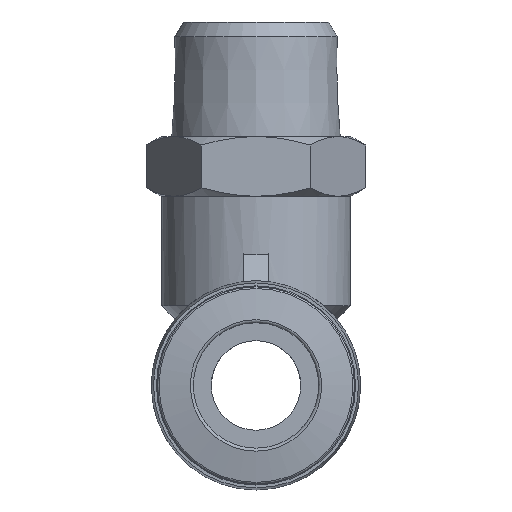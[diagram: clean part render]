
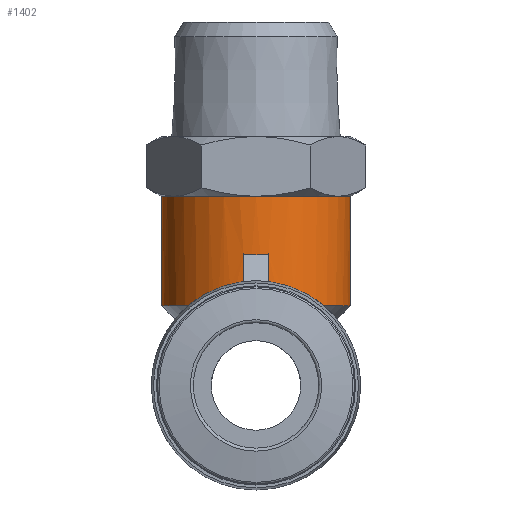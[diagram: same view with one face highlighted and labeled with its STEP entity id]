
A CAD part, left-side view. The second image highlights one B-rep face of the part: STEP entity #1402.
In plain terms, the highlighted cylindrical face has radius 9.5 mm (diameter 19 mm), a full revolution.
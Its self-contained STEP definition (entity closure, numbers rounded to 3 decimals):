
#53=LINE('',#1908,#71);
#55=LINE('',#1918,#73);
#58=LINE('',#1930,#76);
#62=LINE('',#1944,#80);
#71=VECTOR('',#1615,1000.);
#73=VECTOR('',#1619,1000.);
#76=VECTOR('',#1624,1000.);
#80=VECTOR('',#1630,1000.);
#99=B_SPLINE_CURVE_WITH_KNOTS('',3,(#2006,#2007,#2008,#2009,#2010),
 .UNSPECIFIED.,.F.,.F.,(4,1,4),(0.,0.003,
0.005),.UNSPECIFIED.);
#100=B_SPLINE_CURVE_WITH_KNOTS('',3,(#2011,#2012,#2013,#2014,#2015),
 .UNSPECIFIED.,.F.,.F.,(4,1,4),(0.007,0.009,
0.012),.UNSPECIFIED.);
#101=B_SPLINE_CURVE_WITH_KNOTS('',3,(#2017,#2018,#2019,#2020,#2021),
 .UNSPECIFIED.,.F.,.F.,(4,1,4),(0.,0.003,
0.005),.UNSPECIFIED.);
#102=B_SPLINE_CURVE_WITH_KNOTS('',3,(#2022,#2023,#2024,#2025,#2026),
 .UNSPECIFIED.,.F.,.F.,(4,1,4),(0.007,0.009,
0.012),.UNSPECIFIED.);
#156=ELLIPSE('',#1489,13.435,9.5);
#157=ELLIPSE('',#1490,13.435,9.5);
#197=ORIENTED_EDGE('',*,*,#441,.F.);
#198=ORIENTED_EDGE('',*,*,#442,.F.);
#199=ORIENTED_EDGE('',*,*,#435,.T.);
#200=ORIENTED_EDGE('',*,*,#443,.F.);
#201=ORIENTED_EDGE('',*,*,#424,.T.);
#202=ORIENTED_EDGE('',*,*,#444,.T.);
#203=ORIENTED_EDGE('',*,*,#415,.F.);
#204=ORIENTED_EDGE('',*,*,#445,.F.);
#205=ORIENTED_EDGE('',*,*,#437,.T.);
#206=ORIENTED_EDGE('',*,*,#446,.F.);
#207=ORIENTED_EDGE('',*,*,#412,.F.);
#208=ORIENTED_EDGE('',*,*,#447,.T.);
#209=ORIENTED_EDGE('',*,*,#419,.T.);
#412=EDGE_CURVE('',#535,#532,#53,.F.);
#415=EDGE_CURVE('',#538,#539,#55,.T.);
#419=EDGE_CURVE('',#543,#542,#58,.F.);
#424=EDGE_CURVE('',#545,#547,#62,.T.);
#435=EDGE_CURVE('',#555,#557,#623,.T.);
#437=EDGE_CURVE('',#560,#558,#624,.T.);
#441=EDGE_CURVE('',#562,#562,#625,.T.);
#442=EDGE_CURVE('',#555,#542,#99,.T.);
#443=EDGE_CURVE('',#545,#557,#100,.T.);
#444=EDGE_CURVE('',#547,#539,#156,.F.);
#445=EDGE_CURVE('',#560,#538,#101,.T.);
#446=EDGE_CURVE('',#532,#558,#102,.T.);
#447=EDGE_CURVE('',#535,#543,#157,.F.);
#532=VERTEX_POINT('',#1902);
#535=VERTEX_POINT('',#1907);
#538=VERTEX_POINT('',#1917);
#539=VERTEX_POINT('',#1919);
#542=VERTEX_POINT('',#1929);
#543=VERTEX_POINT('',#1931);
#545=VERTEX_POINT('',#1939);
#547=VERTEX_POINT('',#1943);
#555=VERTEX_POINT('',#1965);
#557=VERTEX_POINT('',#1979);
#558=VERTEX_POINT('',#1986);
#560=VERTEX_POINT('',#1989);
#562=VERTEX_POINT('',#2005);
#623=CIRCLE('',#1484,9.5);
#624=CIRCLE('',#1486,9.5);
#625=CIRCLE('',#1488,9.5);
#685=EDGE_LOOP('',(#197));
#686=EDGE_LOOP('',(#198,#199,#200,#201,#202,#203,#204,#205,#206,#207,#208,
#209));
#793=FACE_BOUND('',#685,.T.);
#794=FACE_BOUND('',#686,.T.);
#894=CYLINDRICAL_SURFACE('',#1487,9.5);
#1402=ADVANCED_FACE('',(#793,#794),#894,.T.);
#1484=AXIS2_PLACEMENT_3D('',#1980,#1649,#1650);
#1486=AXIS2_PLACEMENT_3D('',#1988,#1653,#1654);
#1487=AXIS2_PLACEMENT_3D('',#2003,#1655,#1656);
#1488=AXIS2_PLACEMENT_3D('',#2004,#1657,#1658);
#1489=AXIS2_PLACEMENT_3D('',#2016,#1659,#1660);
#1490=AXIS2_PLACEMENT_3D('',#2027,#1661,#1662);
#1615=DIRECTION('',(0.,0.,1.));
#1619=DIRECTION('',(0.,0.,1.));
#1624=DIRECTION('',(0.,0.,1.));
#1630=DIRECTION('',(0.,0.,1.));
#1649=DIRECTION('',(0.,0.,1.));
#1650=DIRECTION('',(1.,0.,0.));
#1653=DIRECTION('',(0.,0.,1.));
#1654=DIRECTION('',(1.,0.,0.));
#1655=DIRECTION('',(0.,0.,1.));
#1656=DIRECTION('',(1.,0.,0.));
#1657=DIRECTION('',(0.,0.,1.));
#1658=DIRECTION('',(1.,0.,0.));
#1659=DIRECTION('',(-0.707,0.,-0.707));
#1660=DIRECTION('',(-0.707,0.,0.707));
#1661=DIRECTION('',(0.707,0.,-0.707));
#1662=DIRECTION('',(0.707,0.,0.707));
#1902=CARTESIAN_POINT('',(-9.417,1.25,10.392));
#1907=CARTESIAN_POINT('',(-9.417,1.25,13.21));
#1908=CARTESIAN_POINT('',(-9.417,1.25,25.));
#1917=CARTESIAN_POINT('',(9.417,1.25,10.392));
#1918=CARTESIAN_POINT('',(9.417,1.25,25.));
#1919=CARTESIAN_POINT('',(9.417,1.25,13.21));
#1929=CARTESIAN_POINT('',(-9.417,-1.25,10.392));
#1930=CARTESIAN_POINT('',(-9.417,-1.25,25.));
#1931=CARTESIAN_POINT('',(-9.417,-1.25,13.21));
#1939=CARTESIAN_POINT('',(9.417,-1.25,10.392));
#1943=CARTESIAN_POINT('',(9.417,-1.25,13.21));
#1944=CARTESIAN_POINT('',(9.417,-1.25,25.));
#1965=CARTESIAN_POINT('',(-8.241,-4.725,8.));
#1979=CARTESIAN_POINT('',(8.241,-4.725,8.));
#1980=CARTESIAN_POINT('',(0.,0.,8.));
#1986=CARTESIAN_POINT('',(-8.241,4.725,8.));
#1988=CARTESIAN_POINT('',(0.,0.,8.));
#1989=CARTESIAN_POINT('',(8.241,4.725,8.));
#2003=CARTESIAN_POINT('',(0.,0.,25.));
#2004=CARTESIAN_POINT('',(0.,0.,19.));
#2005=CARTESIAN_POINT('',(9.5,0.,19.));
#2006=CARTESIAN_POINT('',(-8.241,-4.725,8.));
#2007=CARTESIAN_POINT('',(-8.492,-4.289,8.548));
#2008=CARTESIAN_POINT('',(-8.975,-3.295,9.542));
#2009=CARTESIAN_POINT('',(-9.322,-1.966,10.211));
#2010=CARTESIAN_POINT('',(-9.417,-1.25,10.392));
#2011=CARTESIAN_POINT('',(9.417,-1.25,10.392));
#2012=CARTESIAN_POINT('',(9.323,-1.964,10.211));
#2013=CARTESIAN_POINT('',(8.978,-3.286,9.549));
#2014=CARTESIAN_POINT('',(8.492,-4.289,8.549));
#2015=CARTESIAN_POINT('',(8.241,-4.725,8.));
#2016=CARTESIAN_POINT('',(0.,0.,22.627));
#2017=CARTESIAN_POINT('',(8.241,4.725,8.));
#2018=CARTESIAN_POINT('',(8.492,4.289,8.548));
#2019=CARTESIAN_POINT('',(8.975,3.295,9.542));
#2020=CARTESIAN_POINT('',(9.322,1.966,10.211));
#2021=CARTESIAN_POINT('',(9.417,1.25,10.392));
#2022=CARTESIAN_POINT('',(-9.417,1.25,10.392));
#2023=CARTESIAN_POINT('',(-9.323,1.964,10.211));
#2024=CARTESIAN_POINT('',(-8.978,3.286,9.549));
#2025=CARTESIAN_POINT('',(-8.492,4.289,8.549));
#2026=CARTESIAN_POINT('',(-8.241,4.725,8.));
#2027=CARTESIAN_POINT('',(0.,0.,22.627));
